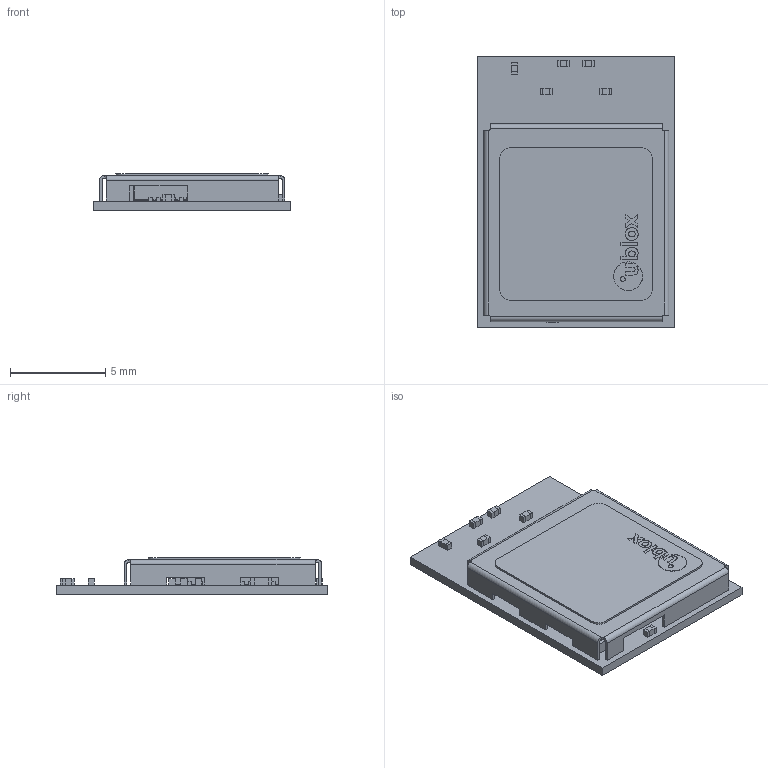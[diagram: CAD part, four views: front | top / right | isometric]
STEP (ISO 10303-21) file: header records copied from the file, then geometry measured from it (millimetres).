
FILE_DESCRIPTION (( 'STEP AP214' ), '1' );
FILE_NAME ('NORA-W106-W256.STEP', '2023-01-18T22:57:39', ( '' ), ( '' ), 'SwSTEP 2.0', 'SolidWorks 2017', '' );
FILE_SCHEMA (( 'AUTOMOTIVE_DESIGN' ));
Length unit declared in the file: millimetre
Products named in the file (75): 2410859790640; C12; C11; Board; R2; NORA-W106-W256; 2410890683072; Extruded; Extruded_10; Extruded_11; C14; Extruded_9; E1; 2410859789440; Extruded_12; C10; Extruded_8; MAYA_W1_Shield_UBXH04-0000683; Extruded_6; logo; Z2; label_8x8; 2410890678992; Extruded_13; Z8; logo_full_4mm; C6; IC_Espressif_Systems_ESP32-S2_eec; 2410890683712; C15; C16; Z1; Extruded_4; pins; 2410890682912; Z4; C7; Extruded_3; logo_u_4mm; Z7 ...
Assembly tree (149 placements, depth 5):
  NORA-W106-W256
    Board
      Open CASCADE STEP translator 6.8 1.1.1
    Z3
      2410859790080  x2
        Extruded
      2410859791040
        Extruded_2
    Z10
      2410859790240
        Extruded_3
      2410859790080  x2
        Extruded
    Z9
      2410859790640  x2
        Extruded_4
      2410859790400
        Extruded_5
    U1
      IC_Espressif_Systems_ESP32-S2_eec
        body
        pins
        logo
    R3
      2410890683712
        Extruded_6
      2410890678992  x2
        Extruded_7
    R2
      2410890683712
        Extruded_6
      2410890683552  x2
        Extruded_8
    R1
      2410890683712
        Extruded_6
      2410890678992  x2
        Extruded_7
    C10
      2410859791040
        Extruded_2
      2410859790080  x2
        Extruded
    C6
      2410859790080  x2
        Extruded
      2410859791040
        Extruded_2
    C15
      2410859791040
        Extruded_2
      2410859790080  x2
        Extruded
    Z8
      2410859791280  x2
        Extruded_9
      2410859791040
        Extruded_2
    Z7
      2410859791040
Bounding box: 10.4 x 14.3 x 1.96 mm (x, y, z)
Volume: 144.9 mm3; surface area: 1042.3 mm2
Topology: 258 solids, 258 shells, 2468 faces, 5829 edges, 3878 vertices
Faces by surface type: plane 1755, cylinder 554, bspline 159
Entity records: 86626 total; most frequent: CARTESIAN_POINT 12526, ORIENTED_EDGE 9858, DIRECTION 9810, EDGE_CURVE 4929, LINE 3506, VECTOR 3506, VERTEX_POINT 3278, AXIS2_PLACEMENT_3D 3152
